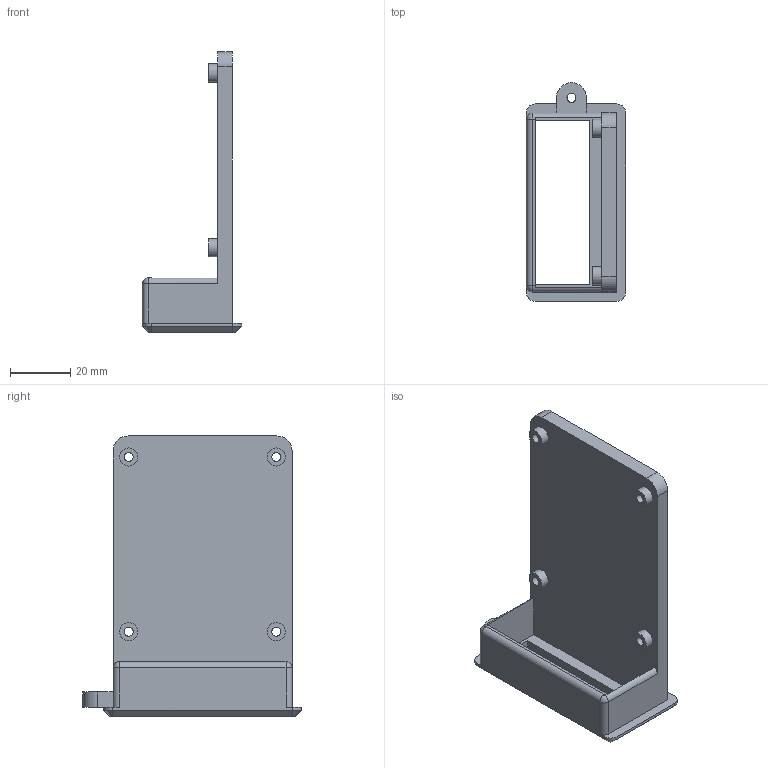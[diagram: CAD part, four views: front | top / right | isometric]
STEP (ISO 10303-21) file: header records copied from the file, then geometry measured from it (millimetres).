
FILE_DESCRIPTION(/* description */ (''),/* implementation_level */ '2;1');
FILE_NAME(/* name */ 'veinfinder pi holder v5.step',/* time_stamp */ '2024-01-31T00:25:50-07:00',/* author */ (''),/* organization */ (''),/* preprocessor_version */ 'ST-DEVELOPER v20',/* originating_system */ 'Autodesk Translation Framework v12.20.1.177',/* authorisation */ '');
FILE_SCHEMA (('AUTOMOTIVE_DESIGN { 1 0 10303 214 3 1 1 }'));
Length unit declared in the file: millimetre
Products named in the file (1): veinfinder pi holder
Bounding box: 33 x 72.5 x 93 mm (x, y, z)
Volume: 33093.1 mm3; surface area: 18441.7 mm2
Topology: 1 solids, 1 shells, 69 faces, 164 edges, 104 vertices
Faces by surface type: plane 37, cylinder 26, cone 4, sphere 2
Full cylindrical faces by diameter (mm): 3 x5, 6 x4, 6.3 x4
Entity records: 2045 total; most frequent: DIRECTION 362, CARTESIAN_POINT 338, ORIENTED_EDGE 328, EDGE_CURVE 164, AXIS2_PLACEMENT_3D 128, LINE 106, VECTOR 106, VERTEX_POINT 104
